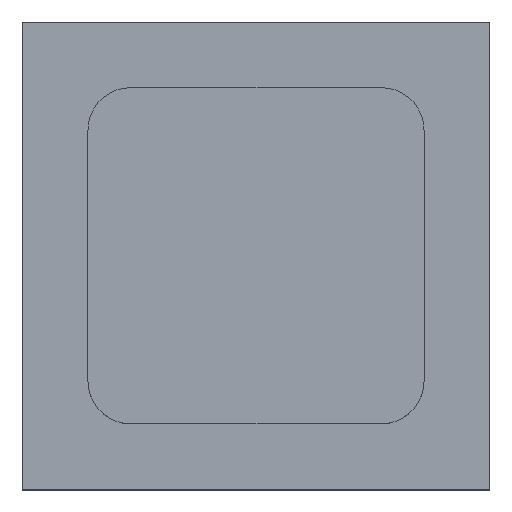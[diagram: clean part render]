
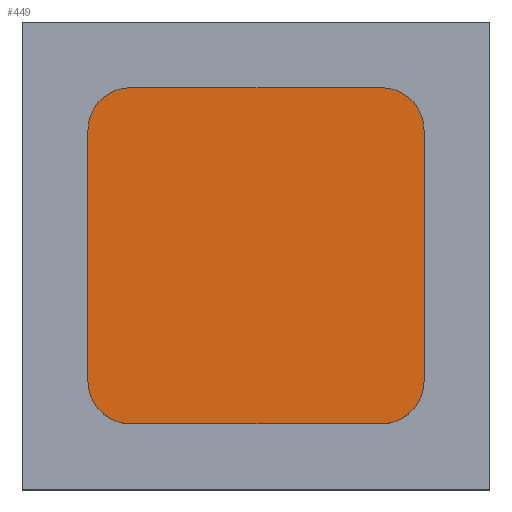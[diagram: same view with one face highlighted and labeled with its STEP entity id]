
A CAD part, top view. The second image highlights one B-rep face of the part: STEP entity #449.
In plain terms, the highlighted planar face has unit normal (0, 0, 1).
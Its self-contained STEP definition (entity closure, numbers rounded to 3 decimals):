
#258 = VERTEX_POINT('',#259);
#259 = CARTESIAN_POINT('',(0.,6.9,3.2));
#265 = EDGE_CURVE('',#258,#266,#268,.T.);
#266 = VERTEX_POINT('',#267);
#267 = CARTESIAN_POINT('',(-1.,7.9,3.2));
#268 = CIRCLE('',#269,1.);
#269 = AXIS2_PLACEMENT_3D('',#270,#271,#272);
#270 = CARTESIAN_POINT('',(-1.,6.9,3.2));
#271 = DIRECTION('',(0.,0.,1.));
#272 = DIRECTION('',(1.,0.,0.));
#290 = VERTEX_POINT('',#291);
#291 = CARTESIAN_POINT('',(-6.9,7.9,3.2));
#297 = EDGE_CURVE('',#290,#266,#298,.T.);
#298 = LINE('',#299,#300);
#299 = CARTESIAN_POINT('',(-6.9,7.9,3.2));
#300 = VECTOR('',#301,1.);
#301 = DIRECTION('',(1.,0.,0.));
#314 = EDGE_CURVE('',#290,#315,#317,.T.);
#315 = VERTEX_POINT('',#316);
#316 = CARTESIAN_POINT('',(-7.9,6.9,3.2));
#317 = CIRCLE('',#318,1.);
#318 = AXIS2_PLACEMENT_3D('',#319,#320,#321);
#319 = CARTESIAN_POINT('',(-6.9,6.9,3.2));
#320 = DIRECTION('',(0.,0.,1.));
#321 = DIRECTION('',(1.,0.,0.));
#339 = VERTEX_POINT('',#340);
#340 = CARTESIAN_POINT('',(-7.9,1.,3.2));
#346 = EDGE_CURVE('',#339,#315,#347,.T.);
#347 = LINE('',#348,#349);
#348 = CARTESIAN_POINT('',(-7.9,1.,3.2));
#349 = VECTOR('',#350,1.);
#350 = DIRECTION('',(0.,1.,0.));
#363 = EDGE_CURVE('',#339,#364,#366,.T.);
#364 = VERTEX_POINT('',#365);
#365 = CARTESIAN_POINT('',(-6.9,0.,3.2));
#366 = CIRCLE('',#367,1.);
#367 = AXIS2_PLACEMENT_3D('',#368,#369,#370);
#368 = CARTESIAN_POINT('',(-6.9,1.,3.2));
#369 = DIRECTION('',(0.,0.,1.));
#370 = DIRECTION('',(1.,0.,0.));
#388 = VERTEX_POINT('',#389);
#389 = CARTESIAN_POINT('',(-1.,0.,3.2));
#395 = EDGE_CURVE('',#388,#364,#396,.T.);
#396 = LINE('',#397,#398);
#397 = CARTESIAN_POINT('',(-1.,0.,3.2));
#398 = VECTOR('',#399,1.);
#399 = DIRECTION('',(-1.,0.,0.));
#412 = EDGE_CURVE('',#388,#413,#415,.T.);
#413 = VERTEX_POINT('',#414);
#414 = CARTESIAN_POINT('',(0.,1.,3.2));
#415 = CIRCLE('',#416,1.);
#416 = AXIS2_PLACEMENT_3D('',#417,#418,#419);
#417 = CARTESIAN_POINT('',(-1.,1.,3.2));
#418 = DIRECTION('',(0.,0.,1.));
#419 = DIRECTION('',(1.,0.,0.));
#437 = EDGE_CURVE('',#258,#413,#438,.T.);
#438 = LINE('',#439,#440);
#439 = CARTESIAN_POINT('',(0.,6.9,3.2));
#440 = VECTOR('',#441,1.);
#441 = DIRECTION('',(0.,-1.,0.));
#449 = ADVANCED_FACE('',(#450),#460,.T.);
#450 = FACE_BOUND('',#451,.F.);
#451 = EDGE_LOOP('',(#452,#453,#454,#455,#456,#457,#458,#459));
#452 = ORIENTED_EDGE('',*,*,#437,.T.);
#453 = ORIENTED_EDGE('',*,*,#412,.F.);
#454 = ORIENTED_EDGE('',*,*,#395,.T.);
#455 = ORIENTED_EDGE('',*,*,#363,.F.);
#456 = ORIENTED_EDGE('',*,*,#346,.T.);
#457 = ORIENTED_EDGE('',*,*,#314,.F.);
#458 = ORIENTED_EDGE('',*,*,#297,.T.);
#459 = ORIENTED_EDGE('',*,*,#265,.F.);
#460 = PLANE('',#461);
#461 = AXIS2_PLACEMENT_3D('',#462,#463,#464);
#462 = CARTESIAN_POINT('',(-3.95,3.95,3.2));
#463 = DIRECTION('',(0.,0.,1.));
#464 = DIRECTION('',(1.,0.,0.));
